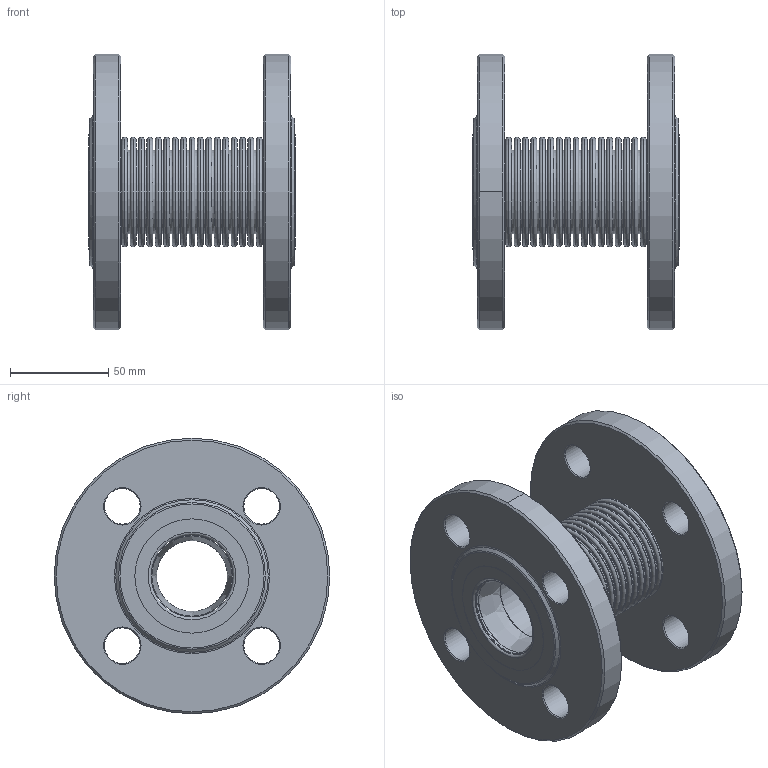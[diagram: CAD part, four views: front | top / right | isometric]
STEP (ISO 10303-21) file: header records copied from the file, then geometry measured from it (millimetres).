
FILE_DESCRIPTION(('HOOPS Exchange Step'),'2;1');
FILE_NAME('KP03_DN32_PN16.stp','2025-10-31T16:21:34+01:00',('nieru'),('Unknown organisation'),'HOOPS Exchange 2024.2','HOOPS Exchange','Unknown authorisation');
FILE_SCHEMA( ('AP203_CONFIGURATION_CONTROLLED_3D_DESIGN_OF_MECHANICAL_PARTS_AND_ASSEMBLIES_MIM_LF') );
Length unit declared in the file: millimetre
Products named in the file (2): 0; root
Assembly tree (1 placements, depth 2):
  root
    0
Bounding box: 105 x 140 x 140 mm (x, y, z)
Volume: 387058.7 mm3; surface area: 207242.7 mm2
Topology: 5 solids, 5 shells, 277 faces, 706 edges, 443 vertices
Faces by surface type: torus 130, cone 92, cylinder 33, plane 14, bspline 8
Full cylindrical faces by diameter (mm): 18 x8, 36 x1, 36.6 x1, 37.2 x1, 37.8 x1, 40.8 x2, 41.4 x2, 41.8 x4, 42.4 x8, 58 x2, 140 x1
Entity records: 10376 total; most frequent: CARTESIAN_POINT 3097, DIRECTION 1803, ORIENTED_EDGE 1412, AXIS2_PLACEMENT_3D 839, EDGE_CURVE 706, CIRCLE 567, VERTEX_POINT 443, EDGE_LOOP 307
